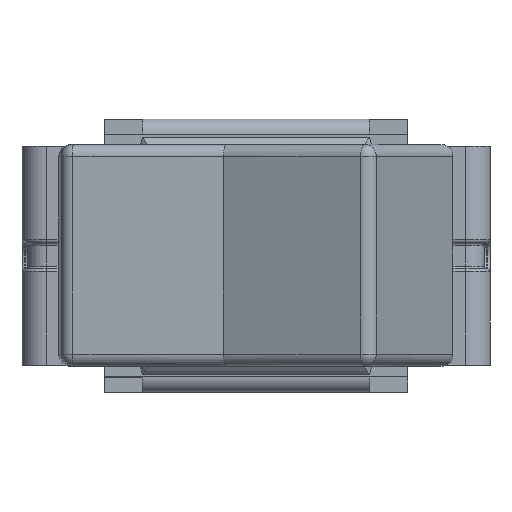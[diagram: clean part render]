
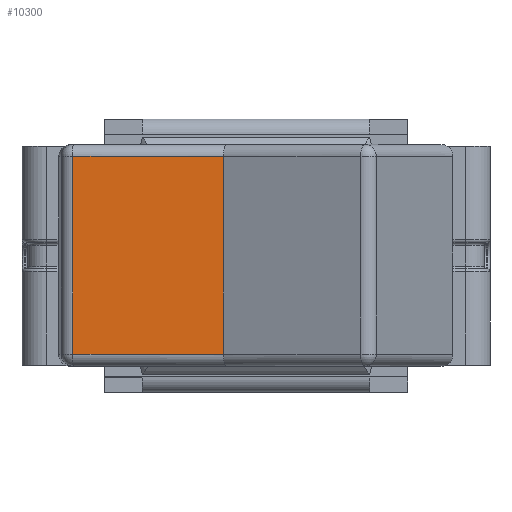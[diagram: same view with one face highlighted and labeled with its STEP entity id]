
A CAD part, top view. The second image highlights one B-rep face of the part: STEP entity #10300.
In plain terms, the highlighted planar face has unit normal (-0.009, 0, 1).
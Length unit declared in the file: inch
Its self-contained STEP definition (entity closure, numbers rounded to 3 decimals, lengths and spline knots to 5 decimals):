
#210=PLANE('',#10965);
#614=FACE_OUTER_BOUND('',#1234,.T.);
#1234=EDGE_LOOP('',(#7148,#7149,#7150,#7151));
#1902=LINE('',#15279,#3054);
#1907=LINE('',#15298,#3059);
#1909=LINE('',#15302,#3061);
#1910=LINE('',#15303,#3062);
#3054=VECTOR('',#12079,0.3937);
#3059=VECTOR('',#12104,0.3937);
#3061=VECTOR('',#12108,0.3937);
#3062=VECTOR('',#12109,0.3937);
#4517=VERTEX_POINT('',#15273);
#4518=VERTEX_POINT('',#15277);
#4522=VERTEX_POINT('',#15297);
#4523=VERTEX_POINT('',#15301);
#5509=EDGE_CURVE('',#4518,#4517,#1902,.T.);
#5518=EDGE_CURVE('',#4517,#4522,#1907,.T.);
#5520=EDGE_CURVE('',#4518,#4523,#1909,.T.);
#5521=EDGE_CURVE('',#4522,#4523,#1910,.T.);
#7148=ORIENTED_EDGE('',*,*,#5509,.F.);
#7149=ORIENTED_EDGE('',*,*,#5520,.T.);
#7150=ORIENTED_EDGE('',*,*,#5521,.F.);
#7151=ORIENTED_EDGE('',*,*,#5518,.F.);
#10300=ADVANCED_FACE('',(#614),#210,.T.);
#10965=AXIS2_PLACEMENT_3D('',#15300,#12106,#12107);
#12079=DIRECTION('',(1.,0.,0.009));
#12104=DIRECTION('',(0.,-1.,0.));
#12106=DIRECTION('center_axis',(-0.009,0.,
1.));
#12107=DIRECTION('ref_axis',(0.,-1.,0.));
#12108=DIRECTION('',(0.,-1.,0.));
#12109=DIRECTION('',(-1.,0.,-0.009));
#15273=CARTESIAN_POINT('',(-0.05352,0.1628,0.79221));
#15277=CARTESIAN_POINT('',(-0.30122,0.1628,0.79005));
#15279=CARTESIAN_POINT('',(-0.16385,0.1628,0.79125));
#15297=CARTESIAN_POINT('',(-0.05352,-0.1628,0.79221));
#15298=CARTESIAN_POINT('',(-0.05352,0.18248,0.79221));
#15300=CARTESIAN_POINT('Origin',(-0.30122,0.18248,0.79005));
#15301=CARTESIAN_POINT('',(-0.30122,-0.1628,0.79005));
#15302=CARTESIAN_POINT('',(-0.30122,0.18248,0.79005));
#15303=CARTESIAN_POINT('',(-0.16385,-0.1628,0.79125));
